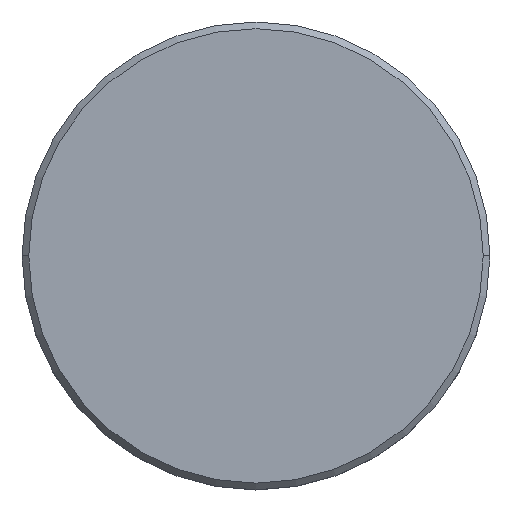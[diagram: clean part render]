
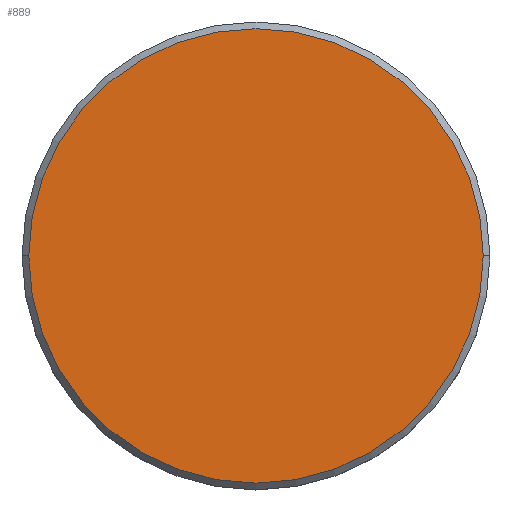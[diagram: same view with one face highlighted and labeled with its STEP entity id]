
A CAD part, top view. The second image highlights one B-rep face of the part: STEP entity #889.
In plain terms, the highlighted planar face has unit normal (0, 0, 1).
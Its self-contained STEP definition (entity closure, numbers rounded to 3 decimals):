
#62 = ORIENTED_EDGE ( 'NONE', *, *, #701, .T. ) ;
#101 = VERTEX_POINT ( 'NONE', #416 ) ;
#132 = DIRECTION ( 'NONE',  ( 0., 0., 1. ) ) ;
#140 = EDGE_LOOP ( 'NONE', ( #617, #62 ) ) ;
#229 = AXIS2_PLACEMENT_3D ( 'NONE', #1130, #132, #747 ) ;
#242 = DIRECTION ( 'NONE',  ( 1., 0., 0. ) ) ;
#304 = EDGE_CURVE ( 'NONE', #101, #703, #664, .T. ) ;
#323 = AXIS2_PLACEMENT_3D ( 'NONE', #955, #887, #346 ) ;
#346 = DIRECTION ( 'NONE',  ( 1., 0., 0. ) ) ;
#416 = CARTESIAN_POINT ( 'NONE',  ( -17., 0., 0. ) ) ;
#545 = FACE_OUTER_BOUND ( 'NONE', #140, .T. ) ;
#552 = CIRCLE ( 'NONE', #742, 17. ) ;
#617 = ORIENTED_EDGE ( 'NONE', *, *, #304, .T. ) ;
#664 = CIRCLE ( 'NONE', #323, 17. ) ;
#678 = DIRECTION ( 'NONE',  ( 0., 0., 1. ) ) ;
#701 = EDGE_CURVE ( 'NONE', #703, #101, #552, .T. ) ;
#703 = VERTEX_POINT ( 'NONE', #1029 ) ;
#742 = AXIS2_PLACEMENT_3D ( 'NONE', #1034, #678, #242 ) ;
#747 = DIRECTION ( 'NONE',  ( 1., 0., 0. ) ) ;
#887 = DIRECTION ( 'NONE',  ( 0., 0., 1. ) ) ;
#889 = ADVANCED_FACE ( 'NONE', ( #545 ), #932, .T. ) ;
#932 = PLANE ( 'NONE',  #229 ) ;
#955 = CARTESIAN_POINT ( 'NONE',  ( 0., 0., 0. ) ) ;
#1029 = CARTESIAN_POINT ( 'NONE',  ( 17., 0., 0. ) ) ;
#1034 = CARTESIAN_POINT ( 'NONE',  ( 0., 0., 0. ) ) ;
#1130 = CARTESIAN_POINT ( 'NONE',  ( 0., 0., 0. ) ) ;
